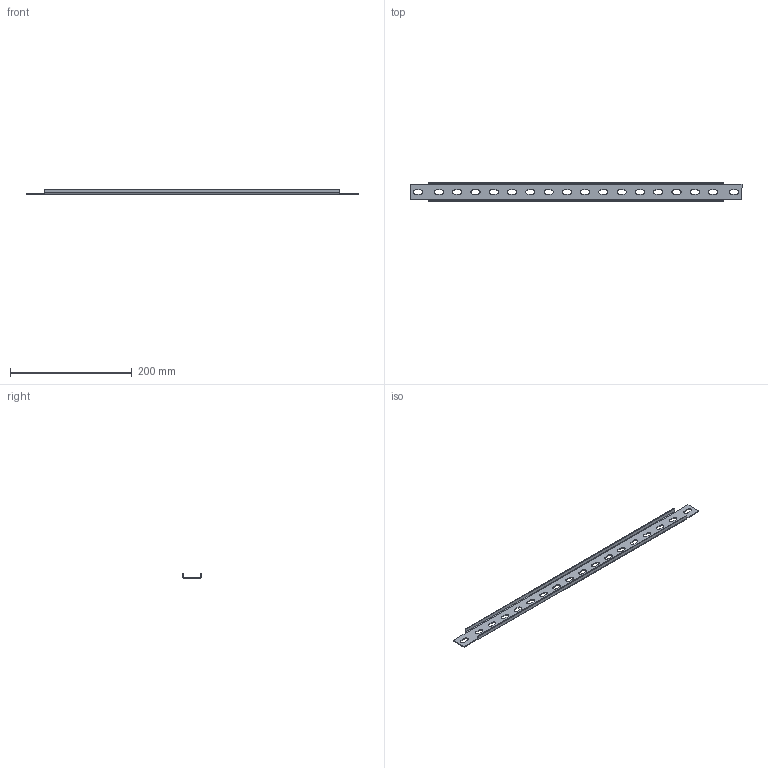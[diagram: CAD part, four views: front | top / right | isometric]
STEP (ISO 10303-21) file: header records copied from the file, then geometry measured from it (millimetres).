
FILE_DESCRIPTION (( 'STEP AP214' ), '1' );
FILE_NAME ('Ïëàíêà 30õ545.STEP', '2020-12-25T12:46:32', ( '' ), ( '' ), 'SwSTEP 2.0', 'SolidWorks 2019', '' );
FILE_SCHEMA (( 'AUTOMOTIVE_DESIGN' ));
Length unit declared in the file: millimetre
Products named in the file (1): Ïëàíêà 30õ545
Bounding box: 545 x 30 x 8 mm (x, y, z)
Volume: 29888.6 mm3; surface area: 42636.7 mm2
Topology: 1 solids, 1 shells, 116 faces, 326 edges, 212 vertices
Faces by surface type: cylinder 58, plane 58
Entity records: 3864 total; most frequent: DIRECTION 676, CARTESIAN_POINT 655, ORIENTED_EDGE 652, EDGE_CURVE 326, AXIS2_PLACEMENT_3D 233, VERTEX_POINT 212, VECTOR 210, LINE 210
